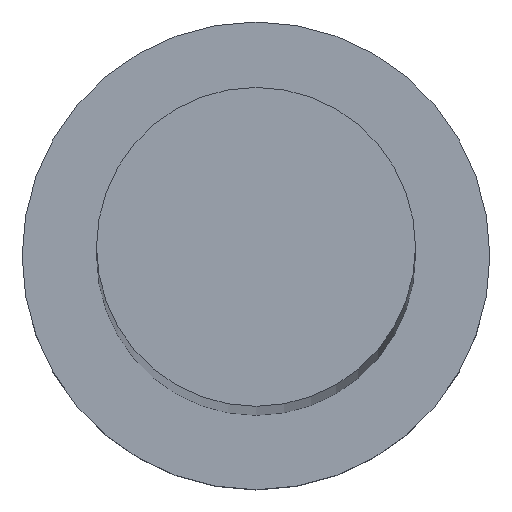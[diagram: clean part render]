
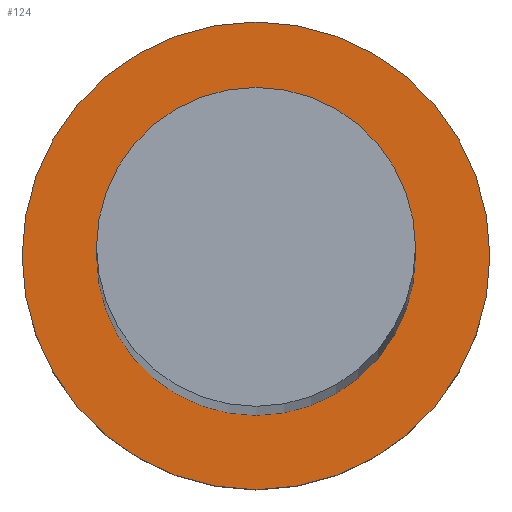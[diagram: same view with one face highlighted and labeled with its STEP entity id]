
A CAD part, top view. The second image highlights one B-rep face of the part: STEP entity #124.
In plain terms, the highlighted planar face has unit normal (0, 0, 1).
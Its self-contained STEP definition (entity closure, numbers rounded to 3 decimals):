
#14 = VERTEX_POINT ( 'NONE', #102 ) ;
#17 = DIRECTION ( 'NONE',  ( 0., 0., 1. ) ) ;
#20 = CARTESIAN_POINT ( 'NONE',  ( 7.5, 0., 7. ) ) ;
#27 = ORIENTED_EDGE ( 'NONE', *, *, #56, .T. ) ;
#29 = EDGE_CURVE ( 'NONE', #127, #115, #222, .T. ) ;
#30 = ORIENTED_EDGE ( 'NONE', *, *, #29, .F. ) ;
#36 = DIRECTION ( 'NONE',  ( 1., 0., 0. ) ) ;
#41 = AXIS2_PLACEMENT_3D ( 'NONE', #68, #143, #223 ) ;
#50 = DIRECTION ( 'NONE',  ( 1., 0., 0. ) ) ;
#56 = EDGE_CURVE ( 'NONE', #252, #14, #168, .T. ) ;
#58 = FACE_BOUND ( 'NONE', #228, .T. ) ;
#61 = AXIS2_PLACEMENT_3D ( 'NONE', #105, #85, #50 ) ;
#68 = CARTESIAN_POINT ( 'NONE',  ( 0., 0., 7. ) ) ;
#85 = DIRECTION ( 'NONE',  ( 0., 0., 1. ) ) ;
#95 = CIRCLE ( 'NONE', #244, 11. ) ;
#99 = EDGE_CURVE ( 'NONE', #115, #127, #116, .T. ) ;
#102 = CARTESIAN_POINT ( 'NONE',  ( 11., 0., 7. ) ) ;
#105 = CARTESIAN_POINT ( 'NONE',  ( 0., 0., 7. ) ) ;
#109 = CARTESIAN_POINT ( 'NONE',  ( 0., 0., 7. ) ) ;
#115 = VERTEX_POINT ( 'NONE', #20 ) ;
#116 = CIRCLE ( 'NONE', #41, 7.5 ) ;
#122 = CARTESIAN_POINT ( 'NONE',  ( 0., 0., 7. ) ) ;
#124 = ADVANCED_FACE ( 'NONE', ( #58, #251 ), #213, .T. ) ;
#127 = VERTEX_POINT ( 'NONE', #131 ) ;
#131 = CARTESIAN_POINT ( 'NONE',  ( -7.5, 0., 7. ) ) ;
#137 = CARTESIAN_POINT ( 'NONE',  ( -11., 0., 7. ) ) ;
#141 = EDGE_CURVE ( 'NONE', #14, #252, #95, .T. ) ;
#143 = DIRECTION ( 'NONE',  ( 0., 0., 1. ) ) ;
#150 = CARTESIAN_POINT ( 'NONE',  ( 0., 0., 7. ) ) ;
#168 = CIRCLE ( 'NONE', #61, 11. ) ;
#178 = AXIS2_PLACEMENT_3D ( 'NONE', #122, #184, #200 ) ;
#184 = DIRECTION ( 'NONE',  ( 0., 0., 1. ) ) ;
#190 = DIRECTION ( 'NONE',  ( 0., 0., 1. ) ) ;
#195 = EDGE_LOOP ( 'NONE', ( #27, #226 ) ) ;
#197 = ORIENTED_EDGE ( 'NONE', *, *, #99, .F. ) ;
#200 = DIRECTION ( 'NONE',  ( 1., 0., 0. ) ) ;
#213 = PLANE ( 'NONE',  #235 ) ;
#222 = CIRCLE ( 'NONE', #178, 7.5 ) ;
#223 = DIRECTION ( 'NONE',  ( 1., 0., 0. ) ) ;
#226 = ORIENTED_EDGE ( 'NONE', *, *, #141, .T. ) ;
#228 = EDGE_LOOP ( 'NONE', ( #30, #197 ) ) ;
#231 = DIRECTION ( 'NONE',  ( 1., 0., 0. ) ) ;
#235 = AXIS2_PLACEMENT_3D ( 'NONE', #109, #190, #36 ) ;
#244 = AXIS2_PLACEMENT_3D ( 'NONE', #150, #17, #231 ) ;
#251 = FACE_OUTER_BOUND ( 'NONE', #195, .T. ) ;
#252 = VERTEX_POINT ( 'NONE', #137 ) ;
